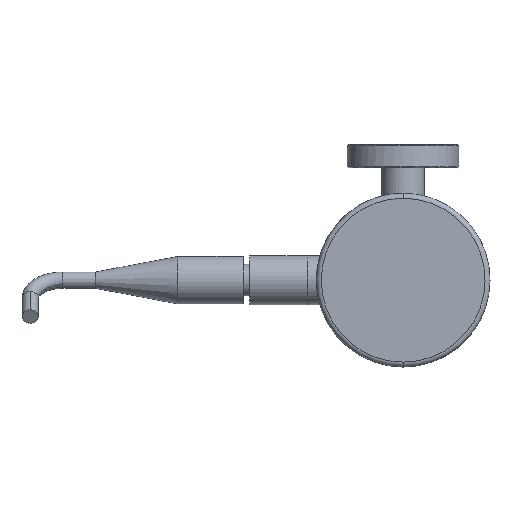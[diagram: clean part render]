
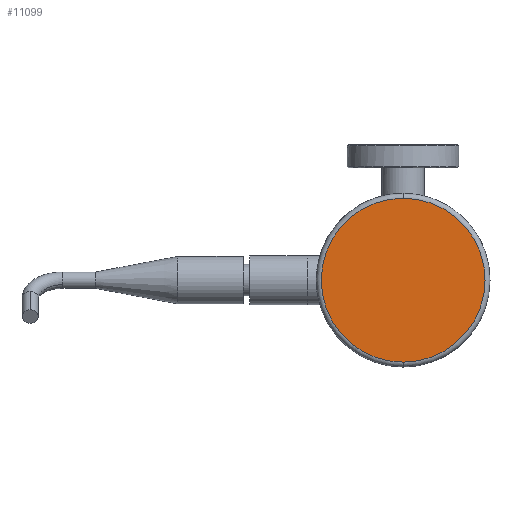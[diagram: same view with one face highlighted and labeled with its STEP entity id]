
A CAD part, front view. The second image highlights one B-rep face of the part: STEP entity #11099.
In plain terms, the highlighted planar face has unit normal (0, -1, 0).
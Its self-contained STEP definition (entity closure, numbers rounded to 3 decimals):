
#266 = FACE_OUTER_BOUND ( 'NONE', #3758, .T. ) ;
#392 = CARTESIAN_POINT ( 'NONE',  ( 0., -37.001, -2.912 ) ) ;
#612 = PLANE ( 'NONE',  #22440 ) ;
#2176 = VERTEX_POINT ( 'NONE', #15866 ) ;
#2983 = ORIENTED_EDGE ( 'NONE', *, *, #13010, .T. ) ;
#3589 = CIRCLE ( 'NONE', #12486, 25. ) ;
#3758 = EDGE_LOOP ( 'NONE', ( #16805, #2983 ) ) ;
#4100 = CIRCLE ( 'NONE', #18975, 25. ) ;
#6106 = EDGE_CURVE ( 'NONE', #2176, #20747, #3589, .T. ) ;
#8507 = CARTESIAN_POINT ( 'NONE',  ( 0., -37.001, 22.088 ) ) ;
#10024 = DIRECTION ( 'NONE',  ( 0., -1., 0. ) ) ;
#11099 = ADVANCED_FACE ( 'NONE', ( #266 ), #612, .T. ) ;
#12486 = AXIS2_PLACEMENT_3D ( 'NONE', #13416, #13186, #22236 ) ;
#13010 = EDGE_CURVE ( 'NONE', #20747, #2176, #4100, .T. ) ;
#13186 = DIRECTION ( 'NONE',  ( 0., -1., 0. ) ) ;
#13364 = DIRECTION ( 'NONE',  ( 0., 0., -1. ) ) ;
#13416 = CARTESIAN_POINT ( 'NONE',  ( 0., -37.001, 22.088 ) ) ;
#13948 = DIRECTION ( 'NONE',  ( 0., 0., 1. ) ) ;
#15866 = CARTESIAN_POINT ( 'NONE',  ( 0., -37.001, 47.088 ) ) ;
#16805 = ORIENTED_EDGE ( 'NONE', *, *, #6106, .T. ) ;
#17715 = CARTESIAN_POINT ( 'NONE',  ( 0., -37.001, 22.088 ) ) ;
#18975 = AXIS2_PLACEMENT_3D ( 'NONE', #17715, #22560, #13948 ) ;
#20747 = VERTEX_POINT ( 'NONE', #392 ) ;
#22236 = DIRECTION ( 'NONE',  ( 0., 0., 1. ) ) ;
#22440 = AXIS2_PLACEMENT_3D ( 'NONE', #8507, #10024, #13364 ) ;
#22560 = DIRECTION ( 'NONE',  ( 0., -1., 0. ) ) ;
